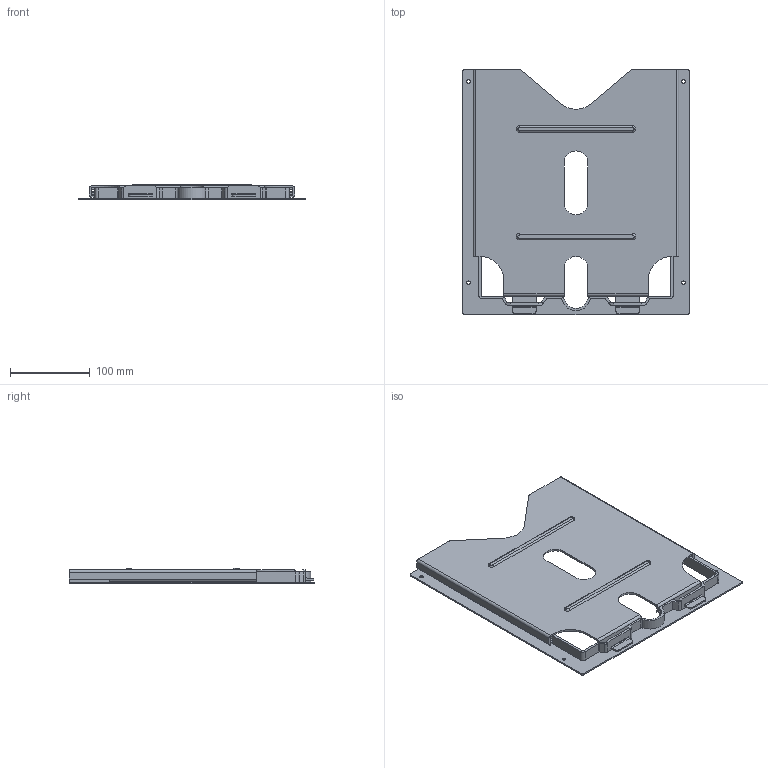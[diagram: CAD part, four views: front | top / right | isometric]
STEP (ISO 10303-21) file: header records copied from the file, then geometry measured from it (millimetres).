
FILE_DESCRIPTION (( 'STEP AP203' ), '1' );
FILE_NAME ('C-26-C-A4.STEP', '2009-10-22T11:42:41', ( '10sw' ), ( 'タキゲン製造株式会社' ), 'SwSTEP 2.0', 'SolidWorks 2007', '' );
FILE_SCHEMA (( 'CONFIG_CONTROL_DESIGN' ));
Length unit declared in the file: millimetre
Products named in the file (3): C-26-C-A4儀乕僗__棉太倌; C-26-C-A4僇僶乕__棉太倌; C-26-C-A4
Assembly tree (2 placements, depth 2):
  C-26-C-A4
    C-26-C-A4僇僶乕__棉太倌
    C-26-C-A4儀乕僗__棉太倌
Bounding box: 284 x 308 x 19.3 mm (x, y, z)
Volume: 255427.9 mm3; surface area: 218009.3 mm2
Topology: 2 solids, 2 shells, 212 faces, 604 edges, 400 vertices
Faces by surface type: plane 124, cylinder 80, torus 8
Entity records: 7249 total; most frequent: CARTESIAN_POINT 1251, ORIENTED_EDGE 1208, DIRECTION 1208, EDGE_CURVE 604, VECTOR 414, LINE 414, VERTEX_POINT 400, AXIS2_PLACEMENT_3D 397
